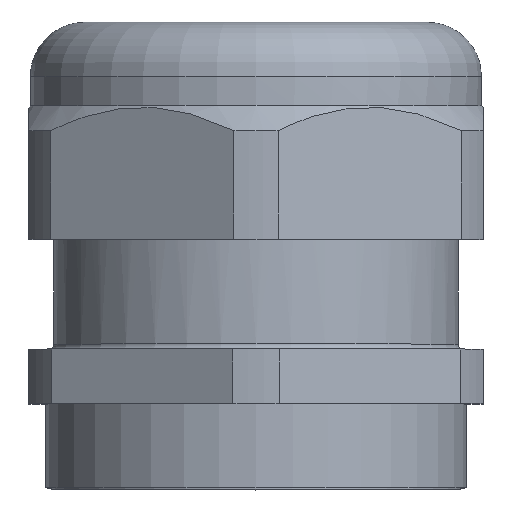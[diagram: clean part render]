
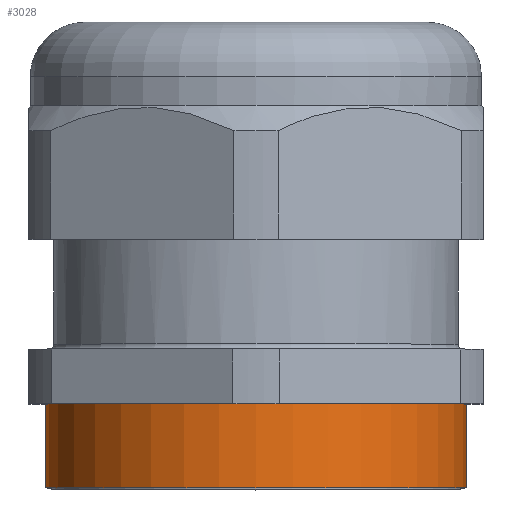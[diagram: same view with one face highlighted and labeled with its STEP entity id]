
A CAD part, top view. The second image highlights one B-rep face of the part: STEP entity #3028.
In plain terms, the highlighted cylindrical face has radius 31.5 mm (diameter 63 mm), a full revolution.
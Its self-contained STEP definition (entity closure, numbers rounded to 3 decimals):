
#566 = EDGE_LOOP ( 'NONE', ( #9634 ) ) ;
#990 = CARTESIAN_POINT ( 'NONE',  ( 0., -22.5, 0. ) ) ;
#1116 = DIRECTION ( 'NONE',  ( 0., 0., -1. ) ) ;
#1144 = VERTEX_POINT ( 'NONE', #2241 ) ;
#1469 = CIRCLE ( 'NONE', #8683, 31.5 ) ;
#1794 = FACE_OUTER_BOUND ( 'NONE', #11889, .T. ) ;
#1863 = CIRCLE ( 'NONE', #3227, 31.5 ) ;
#1930 = DIRECTION ( 'NONE',  ( 0., -1., 0. ) ) ;
#2114 = DIRECTION ( 'NONE',  ( 0., 0., -1. ) ) ;
#2241 = CARTESIAN_POINT ( 'NONE',  ( 0., -9.95, -31.5 ) ) ;
#3028 = ADVANCED_FACE ( 'NONE', ( #1794, #11310 ), #5522, .T. ) ;
#3141 = DIRECTION ( 'NONE',  ( 0., -1., 0. ) ) ;
#3227 = AXIS2_PLACEMENT_3D ( 'NONE', #4065, #3141, #2114 ) ;
#4065 = CARTESIAN_POINT ( 'NONE',  ( 0., -9.95, 0. ) ) ;
#4866 = VERTEX_POINT ( 'NONE', #8718 ) ;
#5522 = CYLINDRICAL_SURFACE ( 'NONE', #8834, 31.5 ) ;
#6732 = DIRECTION ( 'NONE',  ( 0., -1., 0. ) ) ;
#8446 = DIRECTION ( 'NONE',  ( 0., 0., -1. ) ) ;
#8683 = AXIS2_PLACEMENT_3D ( 'NONE', #990, #6732, #1116 ) ;
#8718 = CARTESIAN_POINT ( 'NONE',  ( 0., -22.5, -31.5 ) ) ;
#8834 = AXIS2_PLACEMENT_3D ( 'NONE', #11065, #1930, #8446 ) ;
#9634 = ORIENTED_EDGE ( 'NONE', *, *, #11428, .T. ) ;
#10004 = EDGE_CURVE ( 'NONE', #4866, #4866, #1469, .T. ) ;
#10043 = ORIENTED_EDGE ( 'NONE', *, *, #10004, .F. ) ;
#11065 = CARTESIAN_POINT ( 'NONE',  ( 0., 0., 0. ) ) ;
#11310 = FACE_OUTER_BOUND ( 'NONE', #566, .T. ) ;
#11428 = EDGE_CURVE ( 'NONE', #1144, #1144, #1863, .T. ) ;
#11889 = EDGE_LOOP ( 'NONE', ( #10043 ) ) ;
